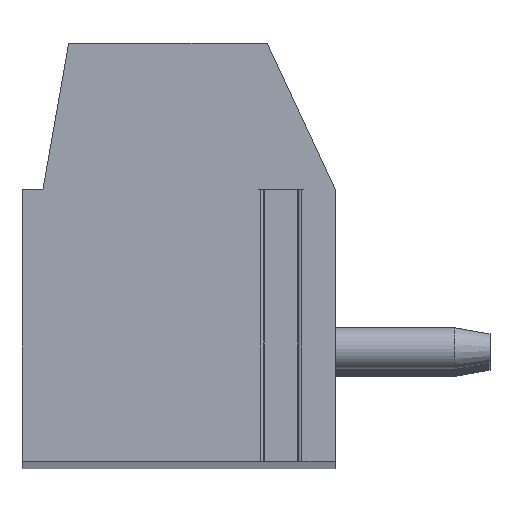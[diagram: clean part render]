
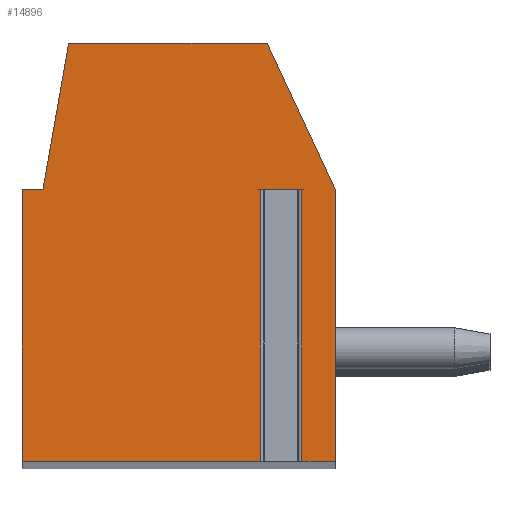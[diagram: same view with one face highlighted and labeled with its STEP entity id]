
A CAD part, top view. The second image highlights one B-rep face of the part: STEP entity #14896.
In plain terms, the highlighted planar face has unit normal (0, 0, 1).
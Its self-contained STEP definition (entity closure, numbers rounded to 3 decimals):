
#161=DIRECTION('',(-1.,0.,0.));
#162=VECTOR('',#161,0.996);
#163=CARTESIAN_POINT('',(2.948,1.5,97.5));
#164=LINE('',#163,#162);
#165=DIRECTION('',(0.,-1.,0.));
#166=VECTOR('',#165,6.5);
#167=CARTESIAN_POINT('',(1.952,1.5,97.5));
#168=LINE('',#167,#166);
#169=DIRECTION('',(1.,0.,0.));
#170=VECTOR('',#169,5.702);
#171=CARTESIAN_POINT('',(-3.75,-5.,97.5));
#172=LINE('',#171,#170);
#173=DIRECTION('',(0.,-1.,0.));
#174=VECTOR('',#173,6.5);
#175=CARTESIAN_POINT('',(-3.75,1.5,97.5));
#176=LINE('',#175,#174);
#177=DIRECTION('',(-1.,0.,0.));
#178=VECTOR('',#177,0.5);
#179=CARTESIAN_POINT('',(-3.25,1.5,97.5));
#180=LINE('',#179,#178);
#181=DIRECTION('',(-0.174,-0.985,0.));
#182=VECTOR('',#181,3.554);
#183=CARTESIAN_POINT('',(-2.633,5.,97.5));
#184=LINE('',#183,#182);
#185=DIRECTION('',(-1.,0.,0.));
#186=VECTOR('',#185,4.751);
#187=CARTESIAN_POINT('',(2.118,5.,97.5));
#188=LINE('',#187,#186);
#189=DIRECTION('',(-0.423,0.906,0.));
#190=VECTOR('',#189,3.862);
#191=CARTESIAN_POINT('',(3.75,1.5,97.5));
#192=LINE('',#191,#190);
#193=DIRECTION('',(0.,1.,0.));
#194=VECTOR('',#193,6.5);
#195=CARTESIAN_POINT('',(3.75,-5.,97.5));
#196=LINE('',#195,#194);
#197=DIRECTION('',(1.,0.,0.));
#198=VECTOR('',#197,0.802);
#199=CARTESIAN_POINT('',(2.948,-5.,97.5));
#200=LINE('',#199,#198);
#201=DIRECTION('',(0.,-1.,0.));
#202=VECTOR('',#201,6.5);
#203=CARTESIAN_POINT('',(2.948,1.5,97.5));
#204=LINE('',#203,#202);
#11599=CARTESIAN_POINT('',(3.75,-5.,97.5));
#11600=CARTESIAN_POINT('',(3.75,1.5,97.5));
#11601=VERTEX_POINT('',#11599);
#11602=VERTEX_POINT('',#11600);
#11603=CARTESIAN_POINT('',(2.118,5.,97.5));
#11604=VERTEX_POINT('',#11603);
#11605=CARTESIAN_POINT('',(-2.633,5.,97.5));
#11606=VERTEX_POINT('',#11605);
#11607=CARTESIAN_POINT('',(-3.25,1.5,97.5));
#11608=VERTEX_POINT('',#11607);
#11609=CARTESIAN_POINT('',(-3.75,1.5,97.5));
#11610=VERTEX_POINT('',#11609);
#11611=CARTESIAN_POINT('',(-3.75,-5.,97.5));
#11612=VERTEX_POINT('',#11611);
#11657=CARTESIAN_POINT('',(2.948,1.5,97.5));
#11658=CARTESIAN_POINT('',(1.952,1.5,97.5));
#11659=VERTEX_POINT('',#11657);
#11660=VERTEX_POINT('',#11658);
#11661=CARTESIAN_POINT('',(2.948,-5.,
97.5));
#11662=VERTEX_POINT('',#11661);
#11663=CARTESIAN_POINT('',(1.952,-5.,
97.5));
#11664=VERTEX_POINT('',#11663);
#14870=CARTESIAN_POINT('',(0.,0.,97.5));
#14871=DIRECTION('',(0.,0.,1.));
#14872=DIRECTION('',(1.,0.,0.));
#14873=AXIS2_PLACEMENT_3D('',#14870,#14871,#14872);
#14874=PLANE('',#14873);
#14876=ORIENTED_EDGE('',*,*,#14875,.T.);
#14878=ORIENTED_EDGE('',*,*,#14877,.T.);
#14879=ORIENTED_EDGE('',*,*,#14838,.F.);
#14881=ORIENTED_EDGE('',*,*,#14880,.F.);
#14883=ORIENTED_EDGE('',*,*,#14882,.F.);
#14885=ORIENTED_EDGE('',*,*,#14884,.F.);
#14887=ORIENTED_EDGE('',*,*,#14886,.F.);
#14889=ORIENTED_EDGE('',*,*,#14888,.F.);
#14891=ORIENTED_EDGE('',*,*,#14890,.F.);
#14892=ORIENTED_EDGE('',*,*,#14817,.F.);
#14893=ORIENTED_EDGE('',*,*,#14860,.F.);
#14894=EDGE_LOOP('',(#14876,#14878,#14879,#14881,#14883,#14885,#14887,#14889,
#14891,#14892,#14893));
#14895=FACE_OUTER_BOUND('',#14894,.F.);
#14817=EDGE_CURVE('',#11662,#11601,#200,.T.);
#14838=EDGE_CURVE('',#11612,#11664,#172,.T.);
#14860=EDGE_CURVE('',#11659,#11662,#204,.T.);
#14875=EDGE_CURVE('',#11659,#11660,#164,.T.);
#14877=EDGE_CURVE('',#11660,#11664,#168,.T.);
#14880=EDGE_CURVE('',#11610,#11612,#176,.T.);
#14882=EDGE_CURVE('',#11608,#11610,#180,.T.);
#14884=EDGE_CURVE('',#11606,#11608,#184,.T.);
#14886=EDGE_CURVE('',#11604,#11606,#188,.T.);
#14888=EDGE_CURVE('',#11602,#11604,#192,.T.);
#14890=EDGE_CURVE('',#11601,#11602,#196,.T.);
#14896=ADVANCED_FACE('',(#14895),#14874,.T.);
